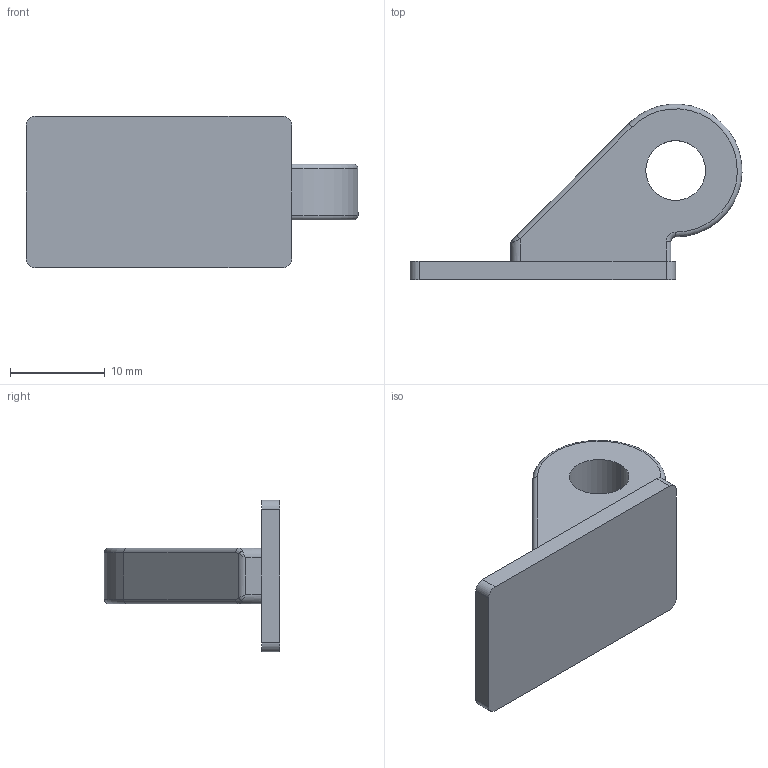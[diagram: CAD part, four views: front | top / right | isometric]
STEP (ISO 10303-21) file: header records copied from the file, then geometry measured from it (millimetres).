
FILE_DESCRIPTION((''),'2;1');
FILE_NAME('LAGER','2023-05-12T10:32:45',('sven.schlanser'),(''),'CREO PARAMETRIC BY PTC INC, 2022014','CREO PARAMETRIC BY PTC INC, 2022014','');
FILE_SCHEMA(('CONFIG_CONTROL_DESIGN'));
Length unit declared in the file: millimetre
Products named in the file (1): LAGER
Bounding box: 35 x 18.48 x 16 mm (x, y, z)
Volume: 2183.9 mm3; surface area: 1802.8 mm2
Topology: 1 solids, 1 shells, 34 faces, 81 edges, 50 vertices
Faces by surface type: cylinder 15, plane 11, torus 4, bspline 4
Entity records: 1231 total; most frequent: CARTESIAN_POINT 403, DIRECTION 167, ORIENTED_EDGE 162, EDGE_CURVE 81, AXIS2_PLACEMENT_3D 64, VERTEX_POINT 50, VECTOR 39, LINE 39
